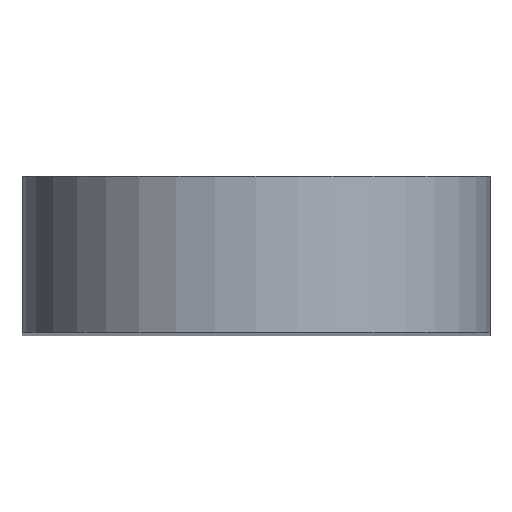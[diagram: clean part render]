
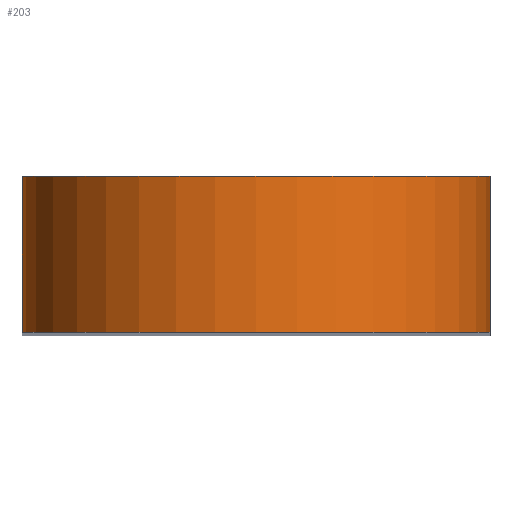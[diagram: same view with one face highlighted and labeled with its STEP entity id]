
A CAD part, top view. The second image highlights one B-rep face of the part: STEP entity #203.
In plain terms, the highlighted cylindrical face has radius 15 mm (diameter 30 mm), a partial arc.
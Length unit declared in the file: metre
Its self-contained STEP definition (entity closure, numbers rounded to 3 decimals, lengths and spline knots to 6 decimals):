
#1=CARTESIAN_POINT('',(0.,-0.005,0.055));
#2=DIRECTION('',(0.,1.,0.));
#3=DIRECTION('',(-1.,0.,0.));
#4=AXIS2_PLACEMENT_3D('',#1,#2,#3);
#28=CARTESIAN_POINT('',(0.,0.005,0.055));
#29=DIRECTION('',(0.,-1.,0.));
#30=DIRECTION('',(1.,0.,0.));
#31=AXIS2_PLACEMENT_3D('',#28,#29,#30);
#55=DIRECTION('',(0.,-1.,0.));
#56=VECTOR('',#55,0.01);
#57=CARTESIAN_POINT('',(-0.015,0.005,0.055));
#58=LINE('',#57,#56);
#83=DIRECTION('',(0.,-1.,0.));
#84=VECTOR('',#83,0.01);
#85=CARTESIAN_POINT('',(0.015,0.005,0.055));
#86=LINE('',#85,#84);
#135=CARTESIAN_POINT('',(0.015,0.005,0.055));
#136=CARTESIAN_POINT('',(-0.015,0.005,0.055));
#137=VERTEX_POINT('',#135);
#138=VERTEX_POINT('',#136);
#139=CARTESIAN_POINT('',(0.015,-0.005,0.055));
#140=VERTEX_POINT('',#139);
#141=CARTESIAN_POINT('',(-0.015,-0.005,0.055));
#142=VERTEX_POINT('',#141);
#189=CARTESIAN_POINT('',(0.,0.024048,0.055));
#190=DIRECTION('',(0.,-1.,0.));
#191=DIRECTION('',(0.,0.,1.));
#192=AXIS2_PLACEMENT_3D('',#189,#190,#191);
#193=CYLINDRICAL_SURFACE('',#192,0.015);
#195=ORIENTED_EDGE('',*,*,#194,.F.);
#197=ORIENTED_EDGE('',*,*,#196,.T.);
#198=ORIENTED_EDGE('',*,*,#172,.F.);
#200=ORIENTED_EDGE('',*,*,#199,.F.);
#201=EDGE_LOOP('',(#195,#197,#198,#200));
#202=FACE_OUTER_BOUND('',#201,.F.);
#203=ADVANCED_FACE('',(#202),#193,.T.);
#5=CIRCLE('',#4,0.015);
#32=CIRCLE('',#31,0.015);
#172=EDGE_CURVE('',#142,#140,#5,.T.);
#194=EDGE_CURVE('',#137,#138,#32,.T.);
#196=EDGE_CURVE('',#137,#140,#86,.T.);
#199=EDGE_CURVE('',#138,#142,#58,.T.);
